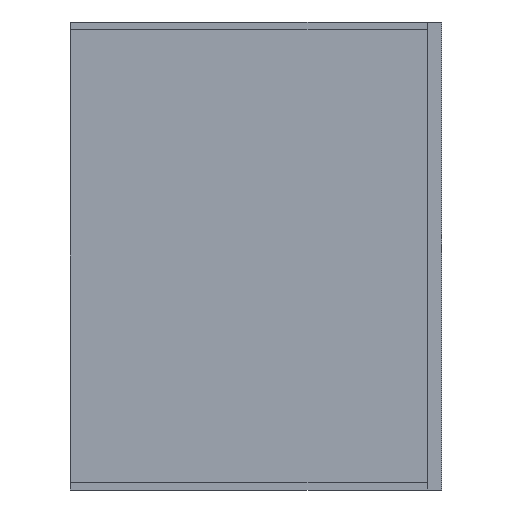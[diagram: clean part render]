
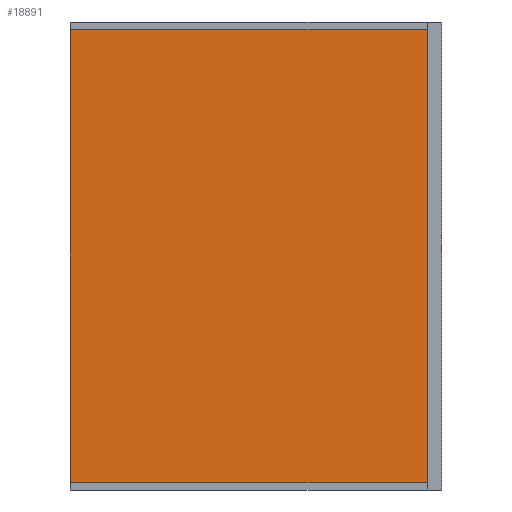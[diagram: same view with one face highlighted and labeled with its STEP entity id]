
A CAD part, front view. The second image highlights one B-rep face of the part: STEP entity #18891.
In plain terms, the highlighted face is planar.
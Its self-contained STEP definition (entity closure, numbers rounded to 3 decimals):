
#1704 = DIRECTION ( 'NONE',  ( 0., 0., 1. ) ) ;
#3800 = EDGE_LOOP ( 'NONE', ( #37068, #18175, #28062, #14569 ) ) ;
#4829 = DIRECTION ( 'NONE',  ( 0., -1., 0. ) ) ;
#10273 = VERTEX_POINT ( 'NONE', #29624 ) ;
#10491 = DIRECTION ( 'NONE',  ( 0., 1., 0. ) ) ;
#11171 = EDGE_CURVE ( 'NONE', #42189, #31191, #39010, .T. ) ;
#11333 = LINE ( 'NONE', #32212, #26090 ) ;
#11337 = AXIS2_PLACEMENT_3D ( 'NONE', #26337, #1704, #15184 ) ;
#12162 = FACE_OUTER_BOUND ( 'NONE', #3800, .T. ) ;
#14569 = ORIENTED_EDGE ( 'NONE', *, *, #41592, .F. ) ;
#15184 = DIRECTION ( 'NONE',  ( 1., 0., 0. ) ) ;
#18175 = ORIENTED_EDGE ( 'NONE', *, *, #33438, .F. ) ;
#18891 = ADVANCED_FACE ( 'NONE', ( #12162 ), #33023, .F. ) ;
#19482 = CARTESIAN_POINT ( 'NONE',  ( -301.5, -237.5, 0. ) ) ;
#23218 = VECTOR ( 'NONE', #31822, 1000. ) ;
#24057 = VERTEX_POINT ( 'NONE', #28232 ) ;
#26090 = VECTOR ( 'NONE', #42647, 1000. ) ;
#26337 = CARTESIAN_POINT ( 'NONE',  ( 0., 0., 0. ) ) ;
#28062 = ORIENTED_EDGE ( 'NONE', *, *, #11171, .F. ) ;
#28232 = CARTESIAN_POINT ( 'NONE',  ( -301.5, -237.5, 0. ) ) ;
#29624 = CARTESIAN_POINT ( 'NONE',  ( -301.5, 237.5, 0. ) ) ;
#31026 = EDGE_CURVE ( 'NONE', #10273, #24057, #36849, .T. ) ;
#31191 = VERTEX_POINT ( 'NONE', #35178 ) ;
#31822 = DIRECTION ( 'NONE',  ( -1., 0., 0. ) ) ;
#32059 = CARTESIAN_POINT ( 'NONE',  ( 301.5, 237.5, 0. ) ) ;
#32212 = CARTESIAN_POINT ( 'NONE',  ( 301.5, -237.5, 0. ) ) ;
#33023 = PLANE ( 'NONE',  #11337 ) ;
#33438 = EDGE_CURVE ( 'NONE', #31191, #10273, #43181, .T. ) ;
#34124 = VECTOR ( 'NONE', #4829, 1000. ) ;
#35178 = CARTESIAN_POINT ( 'NONE',  ( 301.5, 237.5, 0. ) ) ;
#35557 = CARTESIAN_POINT ( 'NONE',  ( 301.5, -237.5, 0. ) ) ;
#36849 = LINE ( 'NONE', #19482, #34124 ) ;
#37068 = ORIENTED_EDGE ( 'NONE', *, *, #31026, .F. ) ;
#38484 = VECTOR ( 'NONE', #10491, 1000. ) ;
#39010 = LINE ( 'NONE', #45524, #38484 ) ;
#41592 = EDGE_CURVE ( 'NONE', #24057, #42189, #11333, .T. ) ;
#42189 = VERTEX_POINT ( 'NONE', #35557 ) ;
#42647 = DIRECTION ( 'NONE',  ( 1., 0., 0. ) ) ;
#43181 = LINE ( 'NONE', #32059, #23218 ) ;
#45524 = CARTESIAN_POINT ( 'NONE',  ( 301.5, -237.5, 0. ) ) ;
